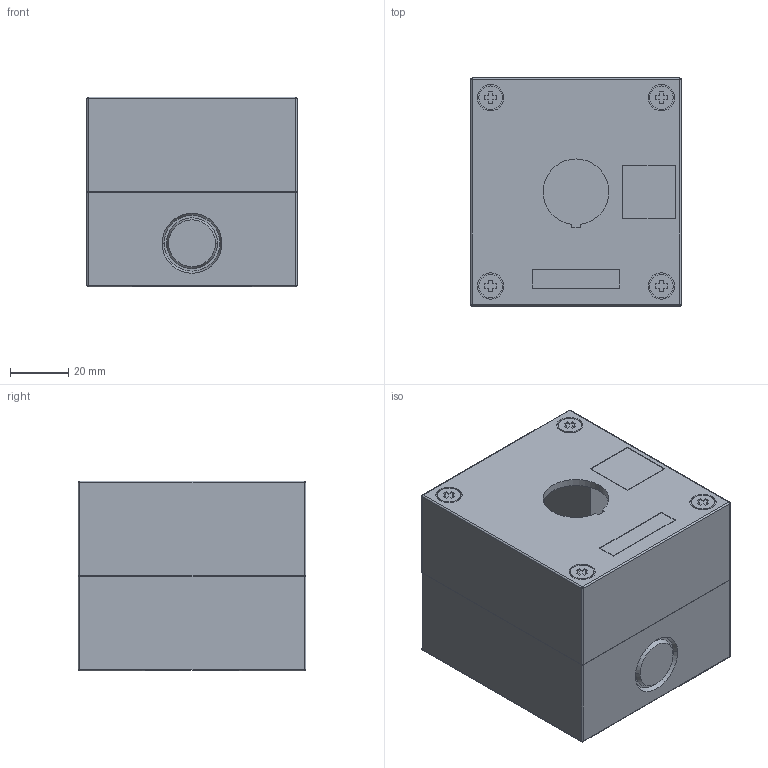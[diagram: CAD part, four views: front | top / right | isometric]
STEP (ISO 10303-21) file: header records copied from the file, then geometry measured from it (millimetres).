
FILE_DESCRIPTION (( 'STEP AP214' ), '1' );
FILE_NAME ('ÂÊÐ10-1-Ê01 Êîðïóñ ÊÏ 101 äëÿ êíîïîê 1 ìåñòî áåëûé ÈÝÊ.STEP', '2017-11-08T11:44:17', ( '' ), ( '' ), 'SwSTEP 2.0', 'SolidWorks 2014', '' );
FILE_SCHEMA (( 'AUTOMOTIVE_DESIGN' ));
Length unit declared in the file: millimetre
Products named in the file (1): ÂÊÐ10-1-Ê01 Êîðïóñ ÊÏ 101 äëÿ êíîïîê 1 ìåñòî áåëûé ÈÝÊ
Bounding box: 72 x 78 x 65 mm (x, y, z)
Volume: 135258.9 mm3; surface area: 58310.2 mm2
Topology: 2 solids, 2 shells, 178 faces, 446 edges, 284 vertices
Faces by surface type: plane 127, cylinder 35, sphere 8, cone 8
Entity records: 5251 total; most frequent: CARTESIAN_POINT 901, DIRECTION 890, ORIENTED_EDGE 876, EDGE_CURVE 438, LINE 344, VECTOR 344, VERTEX_POINT 284, AXIS2_PLACEMENT_3D 273
